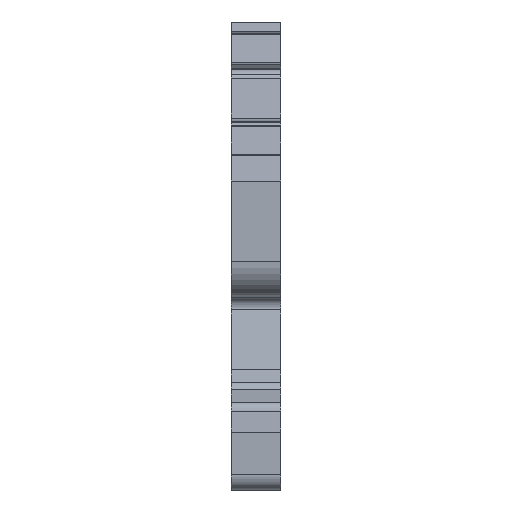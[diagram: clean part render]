
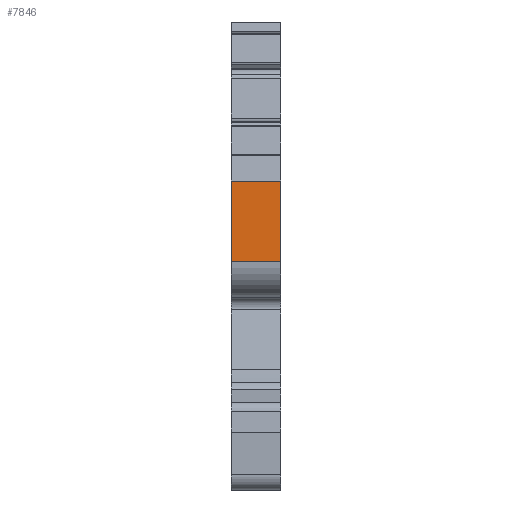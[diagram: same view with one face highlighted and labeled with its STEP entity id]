
A CAD part, left-side view. The second image highlights one B-rep face of the part: STEP entity #7846.
In plain terms, the highlighted planar face has unit normal (-1, 0, 0).
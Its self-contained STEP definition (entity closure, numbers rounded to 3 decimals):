
#1063=ORIENTED_EDGE('',*,*,#2303,.T.);
#1064=ORIENTED_EDGE('',*,*,#2717,.F.);
#1065=ORIENTED_EDGE('',*,*,#2535,.F.);
#1066=ORIENTED_EDGE('',*,*,#2716,.T.);
#2303=EDGE_CURVE('',#3173,#3172,#3722,.T.);
#2535=EDGE_CURVE('',#3397,#3398,#3856,.T.);
#2716=EDGE_CURVE('',#3397,#3173,#3967,.T.);
#2717=EDGE_CURVE('',#3398,#3172,#3968,.T.);
#3172=VERTEX_POINT('',#10706);
#3173=VERTEX_POINT('',#10708);
#3397=VERTEX_POINT('',#11165);
#3398=VERTEX_POINT('',#11167);
#3722=LINE('',#10707,#4368);
#3856=LINE('',#11166,#4502);
#3967=LINE('',#11523,#4613);
#3968=LINE('',#11525,#4614);
#4368=VECTOR('',#8899,1000.);
#4502=VECTOR('',#9233,1000.);
#4613=VECTOR('',#9538,1000.);
#4614=VECTOR('',#9541,1000.);
#4949=EDGE_LOOP('',(#1063,#1064,#1065,#1066));
#5259=FACE_BOUND('',#4949,.T.);
#5545=PLANE('',#8368);
#7846=ADVANCED_FACE('',(#5259),#5545,.F.);
#8368=AXIS2_PLACEMENT_3D('',#11524,#9539,#9540);
#8899=DIRECTION('',(0.,0.,1.));
#9233=DIRECTION('',(0.,0.,1.));
#9538=DIRECTION('',(0.,-1.,0.));
#9539=DIRECTION('',(1.,0.,0.));
#9540=DIRECTION('',(0.,0.,-1.));
#9541=DIRECTION('',(0.,-1.,0.));
#10706=CARTESIAN_POINT('',(-49.25,0.,14.839));
#10707=CARTESIAN_POINT('',(-49.25,0.,14.839));
#10708=CARTESIAN_POINT('',(-49.25,0.,9.184));
#11165=CARTESIAN_POINT('',(-49.25,3.5,9.184));
#11166=CARTESIAN_POINT('',(-49.25,3.5,14.839));
#11167=CARTESIAN_POINT('',(-49.25,3.5,14.839));
#11523=CARTESIAN_POINT('',(-49.25,3.5,9.184));
#11524=CARTESIAN_POINT('',(-49.25,3.5,14.839));
#11525=CARTESIAN_POINT('',(-49.25,3.5,14.839));
